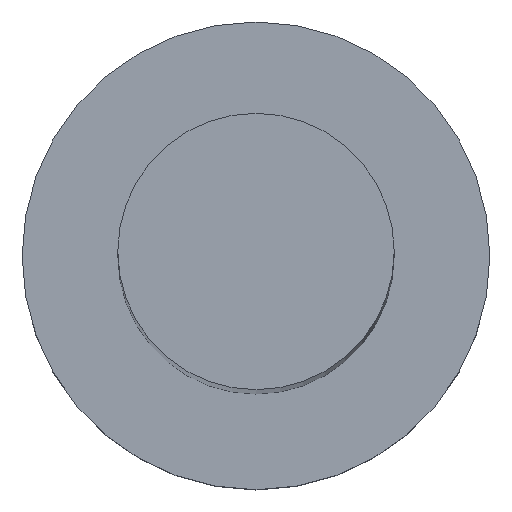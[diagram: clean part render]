
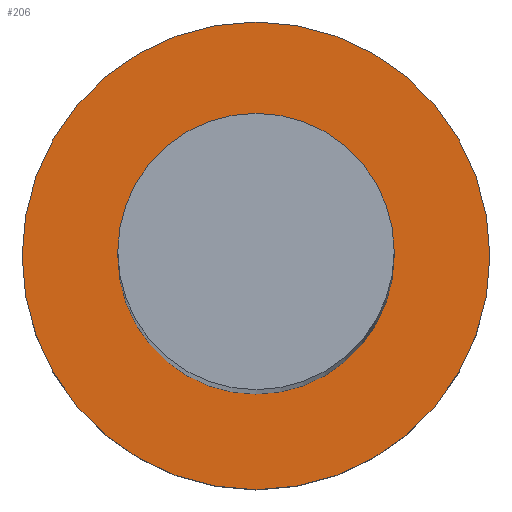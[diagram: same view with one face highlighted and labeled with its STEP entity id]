
A CAD part, top view. The second image highlights one B-rep face of the part: STEP entity #206.
In plain terms, the highlighted planar face has unit normal (0, 0, 1).
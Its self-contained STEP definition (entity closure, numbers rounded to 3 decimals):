
#2 = VERTEX_POINT ( 'NONE', #59 ) ;
#4 = CIRCLE ( 'NONE', #247, 6.5 ) ;
#13 = PLANE ( 'NONE',  #100 ) ;
#15 = CARTESIAN_POINT ( 'NONE',  ( -11., 0., 7. ) ) ;
#17 = DIRECTION ( 'NONE',  ( 0., 0., 1. ) ) ;
#19 = ORIENTED_EDGE ( 'NONE', *, *, #156, .T. ) ;
#24 = CARTESIAN_POINT ( 'NONE',  ( 0., 0., 7. ) ) ;
#28 = CIRCLE ( 'NONE', #233, 11. ) ;
#36 = ORIENTED_EDGE ( 'NONE', *, *, #105, .F. ) ;
#41 = CARTESIAN_POINT ( 'NONE',  ( 0., 0., 7. ) ) ;
#55 = AXIS2_PLACEMENT_3D ( 'NONE', #24, #146, #198 ) ;
#59 = CARTESIAN_POINT ( 'NONE',  ( -6.5, 0., 7. ) ) ;
#61 = DIRECTION ( 'NONE',  ( 0., 0., 1. ) ) ;
#63 = EDGE_LOOP ( 'NONE', ( #139, #36 ) ) ;
#70 = FACE_OUTER_BOUND ( 'NONE', #235, .T. ) ;
#77 = CARTESIAN_POINT ( 'NONE',  ( 11., 0., 7. ) ) ;
#90 = DIRECTION ( 'NONE',  ( 0., 0., 1. ) ) ;
#100 = AXIS2_PLACEMENT_3D ( 'NONE', #147, #90, #152 ) ;
#105 = EDGE_CURVE ( 'NONE', #153, #2, #117, .T. ) ;
#113 = CARTESIAN_POINT ( 'NONE',  ( 0., 0., 7. ) ) ;
#115 = DIRECTION ( 'NONE',  ( 0., 0., 1. ) ) ;
#116 = EDGE_CURVE ( 'NONE', #2, #153, #4, .T. ) ;
#117 = CIRCLE ( 'NONE', #55, 6.5 ) ;
#134 = DIRECTION ( 'NONE',  ( 1., 0., 0. ) ) ;
#135 = EDGE_CURVE ( 'NONE', #137, #201, #28, .T. ) ;
#137 = VERTEX_POINT ( 'NONE', #15 ) ;
#139 = ORIENTED_EDGE ( 'NONE', *, *, #116, .F. ) ;
#145 = AXIS2_PLACEMENT_3D ( 'NONE', #41, #61, #134 ) ;
#146 = DIRECTION ( 'NONE',  ( 0., 0., 1. ) ) ;
#147 = CARTESIAN_POINT ( 'NONE',  ( 0., 0., 7. ) ) ;
#152 = DIRECTION ( 'NONE',  ( 1., 0., 0. ) ) ;
#153 = VERTEX_POINT ( 'NONE', #175 ) ;
#156 = EDGE_CURVE ( 'NONE', #201, #137, #196, .T. ) ;
#168 = FACE_BOUND ( 'NONE', #63, .T. ) ;
#175 = CARTESIAN_POINT ( 'NONE',  ( 6.5, 0., 7. ) ) ;
#191 = DIRECTION ( 'NONE',  ( 1., 0., 0. ) ) ;
#194 = DIRECTION ( 'NONE',  ( 1., 0., 0. ) ) ;
#195 = ORIENTED_EDGE ( 'NONE', *, *, #135, .T. ) ;
#196 = CIRCLE ( 'NONE', #145, 11. ) ;
#198 = DIRECTION ( 'NONE',  ( 1., 0., 0. ) ) ;
#201 = VERTEX_POINT ( 'NONE', #77 ) ;
#206 = ADVANCED_FACE ( 'NONE', ( #168, #70 ), #13, .T. ) ;
#219 = CARTESIAN_POINT ( 'NONE',  ( 0., 0., 7. ) ) ;
#233 = AXIS2_PLACEMENT_3D ( 'NONE', #113, #17, #194 ) ;
#235 = EDGE_LOOP ( 'NONE', ( #195, #19 ) ) ;
#247 = AXIS2_PLACEMENT_3D ( 'NONE', #219, #115, #191 ) ;
